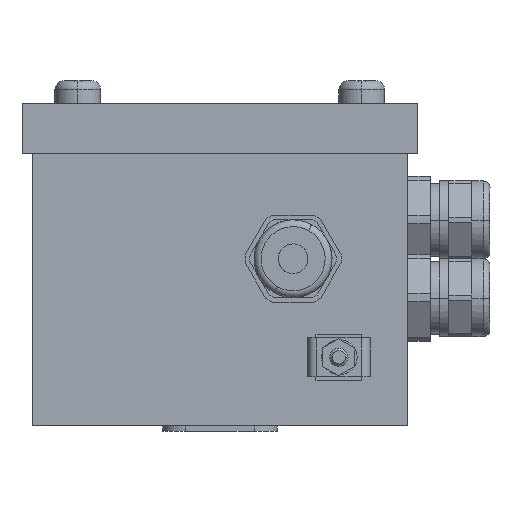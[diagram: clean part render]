
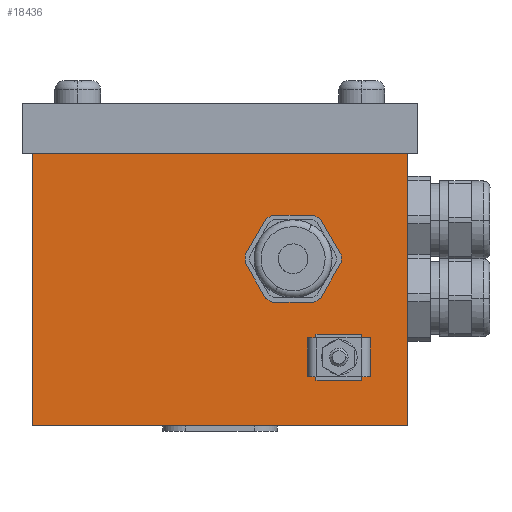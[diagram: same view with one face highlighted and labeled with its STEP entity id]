
A CAD part, left-side view. The second image highlights one B-rep face of the part: STEP entity #18436.
In plain terms, the highlighted planar face has unit normal (-1, 0, 0).
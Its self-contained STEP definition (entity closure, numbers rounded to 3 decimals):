
#3326=AXIS2_PLACEMENT_3D('Plane Axis2P3D',#3323,#3324,#3325) ;
#15984=AXIS2_PLACEMENT_3D('Circle Axis2P3D',#15982,#15983,$) ;
#16029=AXIS2_PLACEMENT_3D('Circle Axis2P3D',#16027,#16028,$) ;
#16081=AXIS2_PLACEMENT_3D('Circle Axis2P3D',#16079,#16080,$) ;
#16119=AXIS2_PLACEMENT_3D('Circle Axis2P3D',#16117,#16118,$) ;
#16164=AXIS2_PLACEMENT_3D('Circle Axis2P3D',#16162,#16163,$) ;
#16216=AXIS2_PLACEMENT_3D('Circle Axis2P3D',#16214,#16215,$) ;
#16259=AXIS2_PLACEMENT_3D('Circle Axis2P3D',#16257,#16258,$) ;
#16279=AXIS2_PLACEMENT_3D('Circle Axis2P3D',#16277,#16278,$) ;
#3323=CARTESIAN_POINT('Axis2P3D Location',(18.,59.,2.4)) ;
#14451=CARTESIAN_POINT('Vertex',(18.,71.5,1.2)) ;
#15952=CARTESIAN_POINT('Vertex',(18.,46.5,1.2)) ;
#15979=CARTESIAN_POINT('Vertex',(18.,37.009,46.323)) ;
#15982=CARTESIAN_POINT('Axis2P3D Location',(18.,43.,37.7)) ;
#15986=CARTESIAN_POINT('Vertex',(18.,38.528,47.2)) ;
#16011=CARTESIAN_POINT('Vertex',(18.,47.472,47.2)) ;
#16014=CARTESIAN_POINT('Line Origine',(18.,43.,47.2)) ;
#16027=CARTESIAN_POINT('Axis2P3D Location',(18.,43.,37.7)) ;
#16031=CARTESIAN_POINT('Vertex',(18.,48.991,46.323)) ;
#16056=CARTESIAN_POINT('Vertex',(18.,53.463,38.577)) ;
#16059=CARTESIAN_POINT('Line Origine',(18.,51.227,42.45)) ;
#16076=CARTESIAN_POINT('Vertex',(18.,53.463,36.823)) ;
#16079=CARTESIAN_POINT('Axis2P3D Location',(18.,43.,37.7)) ;
#16101=CARTESIAN_POINT('Vertex',(18.,48.991,29.077)) ;
#16104=CARTESIAN_POINT('Line Origine',(18.,51.227,32.95)) ;
#16117=CARTESIAN_POINT('Axis2P3D Location',(18.,43.,37.7)) ;
#16121=CARTESIAN_POINT('Vertex',(18.,47.472,28.2)) ;
#16146=CARTESIAN_POINT('Vertex',(18.,38.528,28.2)) ;
#16149=CARTESIAN_POINT('Line Origine',(18.,43.,28.2)) ;
#16162=CARTESIAN_POINT('Axis2P3D Location',(18.,43.,37.7)) ;
#16166=CARTESIAN_POINT('Vertex',(18.,37.009,29.077)) ;
#16191=CARTESIAN_POINT('Vertex',(18.,32.537,36.823)) ;
#16194=CARTESIAN_POINT('Line Origine',(18.,34.773,32.95)) ;
#16211=CARTESIAN_POINT('Vertex',(18.,32.537,38.577)) ;
#16214=CARTESIAN_POINT('Axis2P3D Location',(18.,43.,37.7)) ;
#16232=CARTESIAN_POINT('Line Origine',(18.,34.773,42.45)) ;
#16254=CARTESIAN_POINT('Vertex',(18.,35.65,16.2)) ;
#16257=CARTESIAN_POINT('Axis2P3D Location',(18.,33.,16.2)) ;
#16261=CARTESIAN_POINT('Vertex',(18.,30.35,16.2)) ;
#16277=CARTESIAN_POINT('Axis2P3D Location',(18.,33.,16.2)) ;
#16291=CARTESIAN_POINT('Control Point',(18.,71.5,1.2)) ;
#16292=CARTESIAN_POINT('Control Point',(18.,46.5,1.2)) ;
#16313=CARTESIAN_POINT('Line Origine',(18.,85.75,1.2)) ;
#16317=CARTESIAN_POINT('Vertex',(18.,100.,1.2)) ;
#16352=CARTESIAN_POINT('Line Origine',(18.,100.,25.41)) ;
#16356=CARTESIAN_POINT('Vertex',(18.,100.,60.6)) ;
#18308=CARTESIAN_POINT('Line Origine',(18.,59.,60.6)) ;
#18312=CARTESIAN_POINT('Vertex',(18.,18.,60.6)) ;
#18389=CARTESIAN_POINT('Vertex',(18.,18.,1.2)) ;
#18392=CARTESIAN_POINT('Line Origine',(18.,32.25,1.2)) ;
#18405=CARTESIAN_POINT('Line Origine',(18.,18.,25.41)) ;
#3324=DIRECTION('Axis2P3D Direction',(-1.,0.,0.)) ;
#3325=DIRECTION('Axis2P3D XDirection',(0.,-1.,0.)) ;
#15983=DIRECTION('Axis2P3D Direction',(1.,0.,0.)) ;
#16015=DIRECTION('Vector Direction',(0.,1.,0.)) ;
#16028=DIRECTION('Axis2P3D Direction',(1.,0.,0.)) ;
#16060=DIRECTION('Vector Direction',(0.,0.5,-0.866)) ;
#16080=DIRECTION('Axis2P3D Direction',(1.,0.,0.)) ;
#16105=DIRECTION('Vector Direction',(0.,-0.5,-0.866)) ;
#16118=DIRECTION('Axis2P3D Direction',(1.,0.,0.)) ;
#16150=DIRECTION('Vector Direction',(0.,-1.,0.)) ;
#16163=DIRECTION('Axis2P3D Direction',(1.,0.,0.)) ;
#16195=DIRECTION('Vector Direction',(0.,-0.5,0.866)) ;
#16215=DIRECTION('Axis2P3D Direction',(1.,0.,0.)) ;
#16233=DIRECTION('Vector Direction',(0.,0.5,0.866)) ;
#16258=DIRECTION('Axis2P3D Direction',(1.,0.,0.)) ;
#16278=DIRECTION('Axis2P3D Direction',(1.,0.,0.)) ;
#16314=DIRECTION('Vector Direction',(0.,-1.,0.)) ;
#16353=DIRECTION('Vector Direction',(0.,0.,1.)) ;
#18309=DIRECTION('Vector Direction',(0.,-1.,0.)) ;
#18393=DIRECTION('Vector Direction',(0.,-1.,0.)) ;
#18406=DIRECTION('Vector Direction',(0.,0.,1.)) ;
#16016=VECTOR('Line Direction',#16015,1.) ;
#16061=VECTOR('Line Direction',#16060,1.) ;
#16106=VECTOR('Line Direction',#16105,1.) ;
#16151=VECTOR('Line Direction',#16150,1.) ;
#16196=VECTOR('Line Direction',#16195,1.) ;
#16234=VECTOR('Line Direction',#16233,1.) ;
#16315=VECTOR('Line Direction',#16314,1.) ;
#16354=VECTOR('Line Direction',#16353,1.) ;
#18310=VECTOR('Line Direction',#18309,1.) ;
#18394=VECTOR('Line Direction',#18393,1.) ;
#18407=VECTOR('Line Direction',#18406,1.) ;
#18411=ORIENTED_EDGE('',*,*,#16358,.F.) ;
#18412=ORIENTED_EDGE('',*,*,#16319,.F.) ;
#18413=ORIENTED_EDGE('',*,*,#16293,.F.) ;
#18414=ORIENTED_EDGE('',*,*,#18396,.F.) ;
#18415=ORIENTED_EDGE('',*,*,#18409,.T.) ;
#18416=ORIENTED_EDGE('',*,*,#18314,.F.) ;
#18419=ORIENTED_EDGE('',*,*,#16281,.T.) ;
#18420=ORIENTED_EDGE('',*,*,#16263,.T.) ;
#18423=ORIENTED_EDGE('',*,*,#16236,.F.) ;
#18424=ORIENTED_EDGE('',*,*,#16218,.T.) ;
#18425=ORIENTED_EDGE('',*,*,#16198,.F.) ;
#18426=ORIENTED_EDGE('',*,*,#16168,.T.) ;
#18427=ORIENTED_EDGE('',*,*,#16153,.F.) ;
#18428=ORIENTED_EDGE('',*,*,#16123,.T.) ;
#18429=ORIENTED_EDGE('',*,*,#16108,.F.) ;
#18430=ORIENTED_EDGE('',*,*,#16083,.T.) ;
#18431=ORIENTED_EDGE('',*,*,#16063,.F.) ;
#18432=ORIENTED_EDGE('',*,*,#16033,.T.) ;
#18433=ORIENTED_EDGE('',*,*,#16018,.F.) ;
#18434=ORIENTED_EDGE('',*,*,#15988,.T.) ;
#18421=FACE_BOUND('',#18418,.T.) ;
#18435=FACE_BOUND('',#18422,.T.) ;
#18436=ADVANCED_FACE('FBCon',(#18417,#18421,#18435),#3327,.T.) ;
#16290=B_SPLINE_CURVE_WITH_KNOTS('',1,(#16291,#16292),.UNSPECIFIED.,.F.,.U.,(2,2),(-12.5,12.5),.UNSPECIFIED.) ;
#15985=CIRCLE('generated circle',#15984,10.5) ;
#16030=CIRCLE('generated circle',#16029,10.5) ;
#16082=CIRCLE('generated circle',#16081,10.5) ;
#16120=CIRCLE('generated circle',#16119,10.5) ;
#16165=CIRCLE('generated circle',#16164,10.5) ;
#16217=CIRCLE('generated circle',#16216,10.5) ;
#16260=CIRCLE('generated circle',#16259,2.65) ;
#16280=CIRCLE('generated circle',#16279,2.65) ;
#15988=EDGE_CURVE('',#15987,#15980,#15985,.T.) ;
#16018=EDGE_CURVE('',#15987,#16012,#16017,.T.) ;
#16033=EDGE_CURVE('',#16032,#16012,#16030,.T.) ;
#16063=EDGE_CURVE('',#16032,#16057,#16062,.T.) ;
#16083=EDGE_CURVE('',#16077,#16057,#16082,.T.) ;
#16108=EDGE_CURVE('',#16077,#16102,#16107,.T.) ;
#16123=EDGE_CURVE('',#16122,#16102,#16120,.T.) ;
#16153=EDGE_CURVE('',#16122,#16147,#16152,.T.) ;
#16168=EDGE_CURVE('',#16167,#16147,#16165,.T.) ;
#16198=EDGE_CURVE('',#16167,#16192,#16197,.T.) ;
#16218=EDGE_CURVE('',#16212,#16192,#16217,.T.) ;
#16236=EDGE_CURVE('',#16212,#15980,#16235,.T.) ;
#16263=EDGE_CURVE('',#16262,#16255,#16260,.T.) ;
#16281=EDGE_CURVE('',#16255,#16262,#16280,.T.) ;
#16293=EDGE_CURVE('',#15953,#14452,#16290,.F.) ;
#16319=EDGE_CURVE('',#14452,#16318,#16316,.F.) ;
#16358=EDGE_CURVE('',#16318,#16357,#16355,.T.) ;
#18314=EDGE_CURVE('',#16357,#18313,#18311,.T.) ;
#18396=EDGE_CURVE('',#18390,#15953,#18395,.F.) ;
#18409=EDGE_CURVE('',#18390,#18313,#18408,.T.) ;
#18410=EDGE_LOOP('',(#18411,#18412,#18413,#18414,#18415,#18416)) ;
#18418=EDGE_LOOP('',(#18419,#18420)) ;
#18422=EDGE_LOOP('',(#18423,#18424,#18425,#18426,#18427,#18428,#18429,#18430,#18431,#18432,#18433,#18434)) ;
#18417=FACE_OUTER_BOUND('',#18410,.T.) ;
#16017=LINE('Line',#16014,#16016) ;
#16062=LINE('Line',#16059,#16061) ;
#16107=LINE('Line',#16104,#16106) ;
#16152=LINE('Line',#16149,#16151) ;
#16197=LINE('Line',#16194,#16196) ;
#16235=LINE('Line',#16232,#16234) ;
#16316=LINE('Line',#16313,#16315) ;
#16355=LINE('Line',#16352,#16354) ;
#18311=LINE('Line',#18308,#18310) ;
#18395=LINE('Line',#18392,#18394) ;
#18408=LINE('Line',#18405,#18407) ;
#3327=PLANE('',#3326) ;
#14452=VERTEX_POINT('',#14451) ;
#15953=VERTEX_POINT('',#15952) ;
#15980=VERTEX_POINT('',#15979) ;
#15987=VERTEX_POINT('',#15986) ;
#16012=VERTEX_POINT('',#16011) ;
#16032=VERTEX_POINT('',#16031) ;
#16057=VERTEX_POINT('',#16056) ;
#16077=VERTEX_POINT('',#16076) ;
#16102=VERTEX_POINT('',#16101) ;
#16122=VERTEX_POINT('',#16121) ;
#16147=VERTEX_POINT('',#16146) ;
#16167=VERTEX_POINT('',#16166) ;
#16192=VERTEX_POINT('',#16191) ;
#16212=VERTEX_POINT('',#16211) ;
#16255=VERTEX_POINT('',#16254) ;
#16262=VERTEX_POINT('',#16261) ;
#16318=VERTEX_POINT('',#16317) ;
#16357=VERTEX_POINT('',#16356) ;
#18313=VERTEX_POINT('',#18312) ;
#18390=VERTEX_POINT('',#18389) ;
